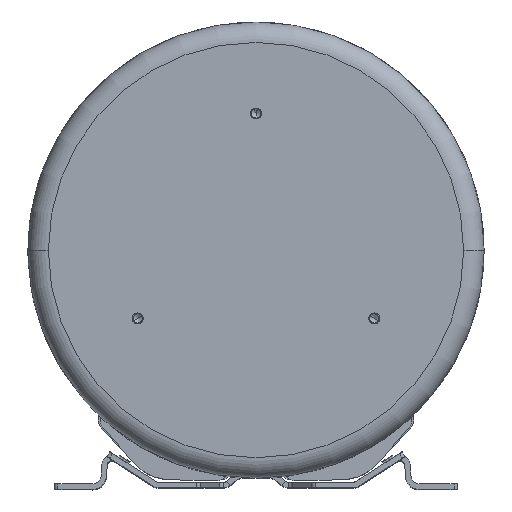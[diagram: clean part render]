
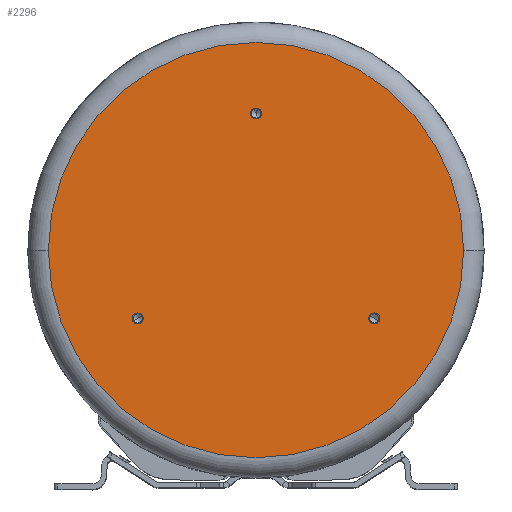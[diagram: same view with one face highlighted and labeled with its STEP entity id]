
A CAD part, top view. The second image highlights one B-rep face of the part: STEP entity #2296.
In plain terms, the highlighted face is planar.
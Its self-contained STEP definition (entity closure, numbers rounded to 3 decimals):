
#833=CARTESIAN_POINT('',(-94.4,100.,0.));
#834=DIRECTION('',(-1.,0.,0.));
#835=DIRECTION('',(0.,1.,0.));
#836=AXIS2_PLACEMENT_3D('',#833,#834,#835);
#838=CARTESIAN_POINT('',(-94.4,100.,0.));
#839=DIRECTION('',(-1.,0.,0.));
#840=DIRECTION('',(0.,-1.,0.));
#841=AXIS2_PLACEMENT_3D('',#838,#839,#840);
#843=CARTESIAN_POINT('',(-94.4,-50.,86.603));
#844=DIRECTION('',(-1.,0.,0.));
#845=DIRECTION('',(0.,-0.5,0.866));
#846=AXIS2_PLACEMENT_3D('',#843,#844,#845);
#848=CARTESIAN_POINT('',(-94.4,-50.,86.603));
#849=DIRECTION('',(-1.,0.,0.));
#850=DIRECTION('',(0.,0.5,-0.866));
#851=AXIS2_PLACEMENT_3D('',#848,#849,#850);
#853=CARTESIAN_POINT('',(-94.4,-50.,-86.603));
#854=DIRECTION('',(-1.,0.,0.));
#855=DIRECTION('',(0.,-0.5,-0.866));
#856=AXIS2_PLACEMENT_3D('',#853,#854,#855);
#858=CARTESIAN_POINT('',(-94.4,-50.,-86.603));
#859=DIRECTION('',(-1.,0.,0.));
#860=DIRECTION('',(0.,0.5,0.866));
#861=AXIS2_PLACEMENT_3D('',#858,#859,#860);
#863=CARTESIAN_POINT('',(-94.4,0.,0.));
#864=DIRECTION('',(-1.,0.,0.));
#865=DIRECTION('',(0.,0.,-1.));
#866=AXIS2_PLACEMENT_3D('',#863,#864,#865);
#868=CARTESIAN_POINT('',(-94.4,0.,0.));
#869=DIRECTION('',(-1.,0.,0.));
#870=DIRECTION('',(0.,0.,1.));
#871=AXIS2_PLACEMENT_3D('',#868,#869,#870);
#1322=CARTESIAN_POINT('',(-94.4,103.4,0.));
#1323=CARTESIAN_POINT('',(-94.4,96.6,0.));
#1324=VERTEX_POINT('',#1322);
#1325=VERTEX_POINT('',#1323);
#1332=CARTESIAN_POINT('',(-94.4,-51.7,89.547));
#1333=VERTEX_POINT('',#1332);
#1334=CARTESIAN_POINT('',(-94.4,-48.3,83.658));
#1335=VERTEX_POINT('',#1334);
#1342=CARTESIAN_POINT('',(-94.4,-51.7,-89.547));
#1343=VERTEX_POINT('',#1342);
#1344=CARTESIAN_POINT('',(-94.4,-48.3,-83.658));
#1345=VERTEX_POINT('',#1344);
#1596=CARTESIAN_POINT('',(-94.4,0.,-152.));
#1597=CARTESIAN_POINT('',(-94.4,0.,152.));
#1598=VERTEX_POINT('',#1596);
#1599=VERTEX_POINT('',#1597);
#2268=CARTESIAN_POINT('',(-94.4,0.,0.));
#2269=DIRECTION('',(-1.,0.,0.));
#2270=DIRECTION('',(0.,0.,1.));
#2271=AXIS2_PLACEMENT_3D('',#2268,#2269,#2270);
#2272=PLANE('',#2271);
#2273=ORIENTED_EDGE('',*,*,#2258,.F.);
#2275=ORIENTED_EDGE('',*,*,#2274,.F.);
#2276=EDGE_LOOP('',(#2273,#2275));
#2277=FACE_OUTER_BOUND('',#2276,.F.);
#2279=ORIENTED_EDGE('',*,*,#2278,.T.);
#2281=ORIENTED_EDGE('',*,*,#2280,.T.);
#2282=EDGE_LOOP('',(#2279,#2281));
#2283=FACE_BOUND('',#2282,.F.);
#2285=ORIENTED_EDGE('',*,*,#2284,.T.);
#2287=ORIENTED_EDGE('',*,*,#2286,.T.);
#2288=EDGE_LOOP('',(#2285,#2287));
#2289=FACE_BOUND('',#2288,.F.);
#2291=ORIENTED_EDGE('',*,*,#2290,.T.);
#2293=ORIENTED_EDGE('',*,*,#2292,.T.);
#2294=EDGE_LOOP('',(#2291,#2293));
#2295=FACE_BOUND('',#2294,.F.);
#2296=ADVANCED_FACE('',(#2277,#2283,#2289,#2295),#2272,.T.);
#837=CIRCLE('',#836,3.4);
#842=CIRCLE('',#841,3.4);
#847=CIRCLE('',#846,3.4);
#852=CIRCLE('',#851,3.4);
#857=CIRCLE('',#856,3.4);
#862=CIRCLE('',#861,3.4);
#867=CIRCLE('',#866,152.);
#872=CIRCLE('',#871,152.);
#2258=EDGE_CURVE('',#1598,#1599,#867,.T.);
#2274=EDGE_CURVE('',#1599,#1598,#872,.T.);
#2278=EDGE_CURVE('',#1324,#1325,#837,.T.);
#2280=EDGE_CURVE('',#1325,#1324,#842,.T.);
#2284=EDGE_CURVE('',#1333,#1335,#847,.T.);
#2286=EDGE_CURVE('',#1335,#1333,#852,.T.);
#2290=EDGE_CURVE('',#1343,#1345,#857,.T.);
#2292=EDGE_CURVE('',#1345,#1343,#862,.T.);
